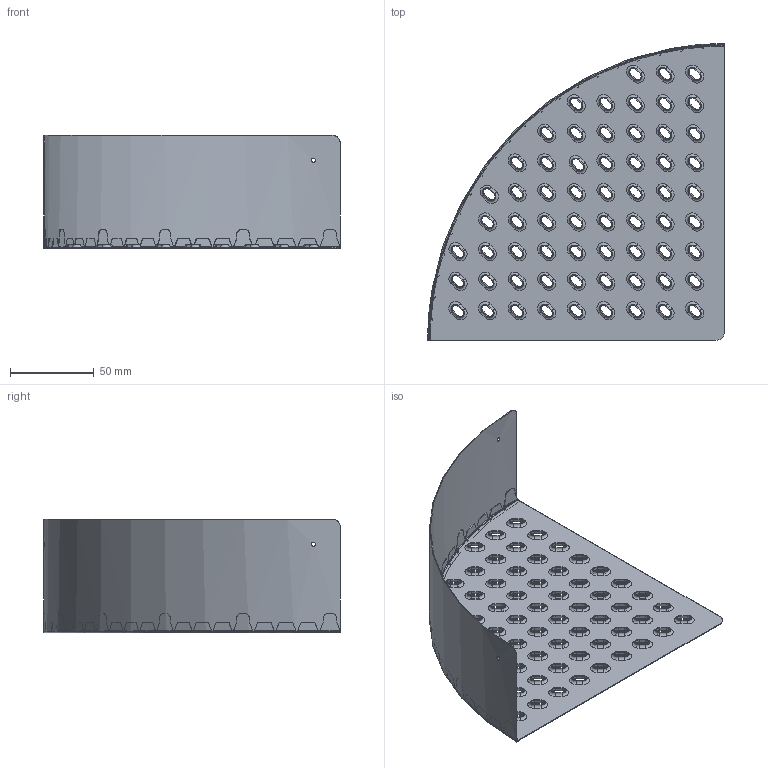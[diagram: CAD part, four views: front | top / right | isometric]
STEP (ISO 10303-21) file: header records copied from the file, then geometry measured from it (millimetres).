
FILE_DESCRIPTION(/* description */ ('Gavel Frånluft 125'),/* implementation_level */ '2;1');
FILE_NAME(/* name */ 'MO51204.stp',/* time_stamp */ '2016-02-29T14:05:02+01:00',/* author */ ('John'),/* organization */ (''),/* preprocessor_version */ 'ST-DEVELOPER v15.6',/* originating_system */ 'Autodesk Inventor 2015',/* authorisation */ '');
FILE_SCHEMA (('AUTOMOTIVE_DESIGN { 1 0 10303 214 3 1 1 }'));
Length unit declared in the file: millimetre
Products named in the file (3): HINT-GM-013; 115001; MO51204
Bounding box: 177.19 x 177.19 x 68 mm (x, y, z)
Volume: 23639.2 mm3; surface area: 91929.8 mm2
Topology: 2 solids, 2 shells, 1386 faces, 3266 edges, 1948 vertices
Faces by surface type: cylinder 590, plane 534, torus 258, bspline 4
Entity records: 39943 total; most frequent: DIRECTION 7472, CARTESIAN_POINT 6823, ORIENTED_EDGE 6532, EDGE_CURVE 3266, AXIS2_PLACEMENT_3D 2829, VERTEX_POINT 1948, LINE 1814, VECTOR 1814
